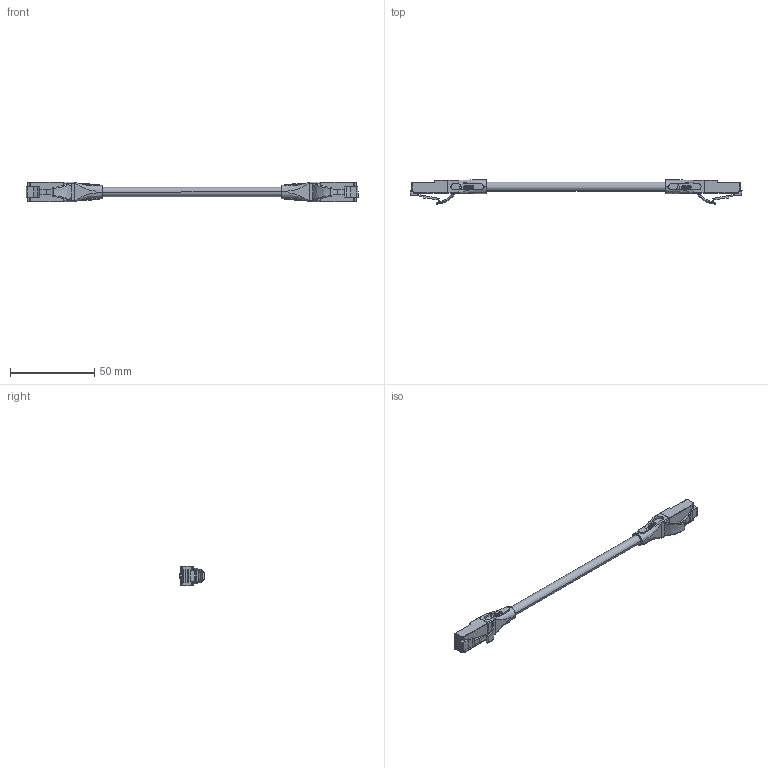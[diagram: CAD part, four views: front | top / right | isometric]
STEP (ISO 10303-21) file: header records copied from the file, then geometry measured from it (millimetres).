
FILE_DESCRIPTION (( 'STEP AP214' ), '1' );
FILE_NAME ('TRD815BLK.STEP', '2008-09-24T18:35:39', ( ' ' ), ( ' ' ), 'SwSTEP 2.0', 'SolidWorks 2008', '' );
FILE_SCHEMA (( 'AUTOMOTIVE_DESIGN' ));
Length unit declared in the file: inch
Products named in the file (6): 3AB02-013-MA2; 3AB02-012; 3AB02-013-MA1_no aligning hole; MTN-143; TRD815BLK; 3AC03-019_6 long
Assembly tree (14 placements, depth 3):
  TRD815BLK
    MTN-143  x2
    3AB02-012  x2
      3AB02-013-MA2
      3AB02-013-MA1_no aligning hole
    3AC03-019_6 long
Bounding box: 197.36 x 14.38 x 11.68 mm (x, y, z)
Volume: 8991 mm3; surface area: 9664.6 mm2
Topology: 21 solids, 21 shells, 2320 faces, 6722 edges, 4432 vertices
Faces by surface type: plane 2064, cylinder 190, bspline 66
Entity records: 47017 total; most frequent: CARTESIAN_POINT 9403, ORIENTED_EDGE 5696, DIRECTION 4825, EDGE_CURVE 2848, LINE 2671, VECTOR 2671, VERTEX_POINT 1882, AXIS2_PLACEMENT_3D 1077
